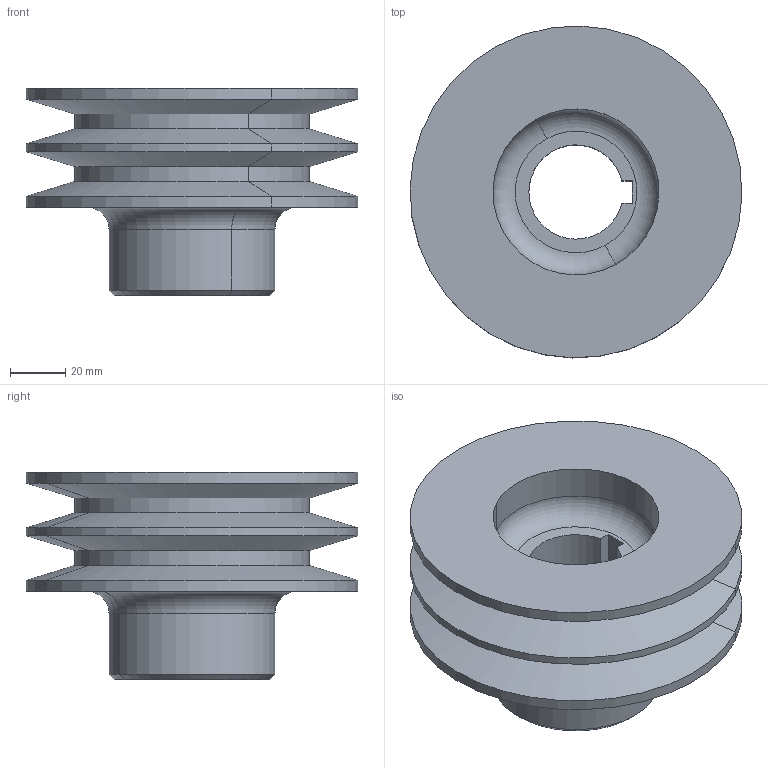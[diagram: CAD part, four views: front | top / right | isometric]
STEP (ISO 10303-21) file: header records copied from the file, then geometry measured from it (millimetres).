
FILE_DESCRIPTION(('CATIA V5 STEP Exchange'),'2;1');
FILE_NAME('Motorisation_VisSansFin_PoulieDouble.stp','2024-05-23T21:17:50+00:00',('none'),('none'),'CATIA Version 5-6 Release 2017 SP5','CATIA V5 STEP AP203','none');
FILE_SCHEMA(('CONFIG_CONTROL_DESIGN'));
Length unit declared in the file: millimetre
Products named in the file (1): Motorisation_VisSansFin_PoulieDouble
Bounding box: 119.97 x 119.97 x 75 mm (x, y, z)
Volume: 348245.7 mm3; surface area: 65844.1 mm2
Topology: 1 solids, 1 shells, 37 faces, 77 edges, 44 vertices
Faces by surface type: cylinder 16, cone 10, plane 7, torus 4
Entity records: 900 total; most frequent: ORIENTED_EDGE 154, CARTESIAN_POINT 143, DIRECTION 119, EDGE_CURVE 77, AXIS2_PLACEMENT_3D 64, VERTEX_POINT 44, CIRCLE 42, EDGE_LOOP 41
